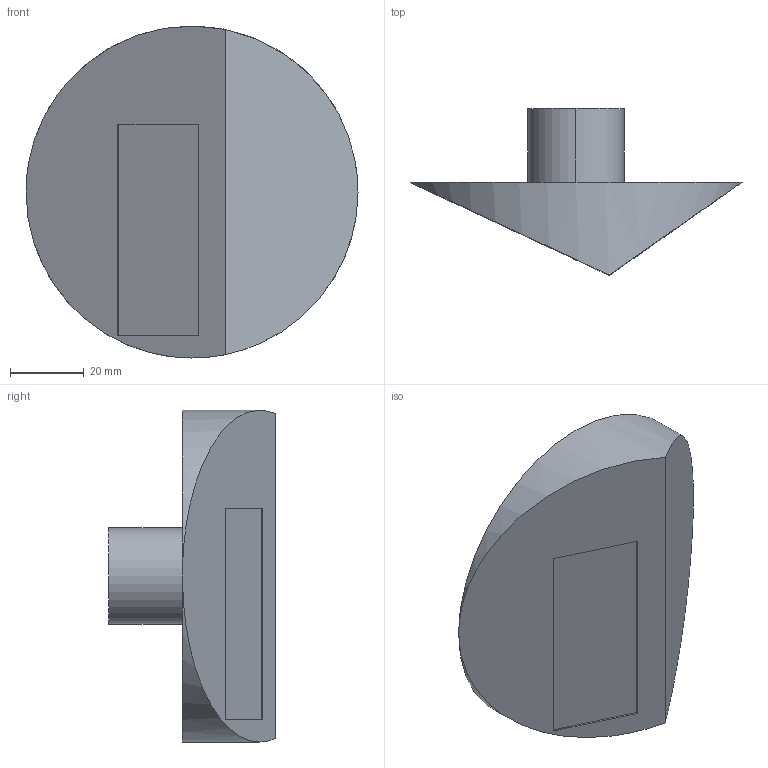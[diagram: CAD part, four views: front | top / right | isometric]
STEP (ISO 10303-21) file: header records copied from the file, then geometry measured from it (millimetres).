
FILE_DESCRIPTION (( 'STEP AP214' ), '1' );
FILE_NAME ('Lumbar curve-SB.STEP', '2025-09-26T07:09:05', ( 'Windows User' ), ( '' ), 'SwSTEP 2.0', 'SolidWorks 2023', '' );
FILE_SCHEMA (( 'AUTOMOTIVE_DESIGN' ));
Length unit declared in the file: millimetre
Products named in the file (1): Lumbar curve-SB
Bounding box: 90 x 45.19 x 90 mm (x, y, z)
Volume: 101862.5 mm3; surface area: 17982.3 mm2
Topology: 1 solids, 1 shells, 14 faces, 28 edges, 18 vertices
Faces by surface type: plane 9, cylinder 5
Entity records: 540 total; most frequent: CARTESIAN_POINT 76, DIRECTION 60, ORIENTED_EDGE 56, EDGE_CURVE 28, AXIS2_PLACEMENT_3D 22, VERTEX_POINT 18, UNCERTAINTY_MEASURE_WITH_UNIT 16, EDGE_LOOP 16
